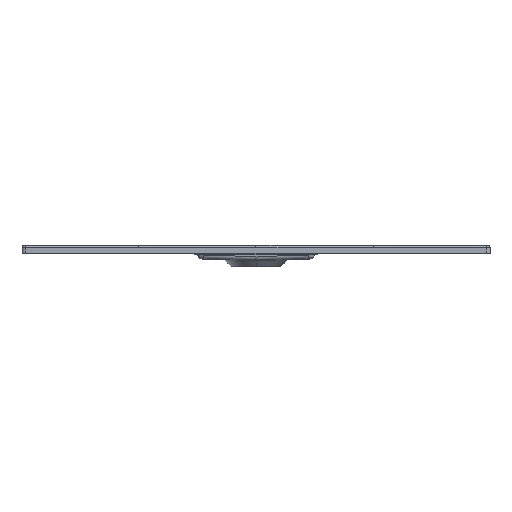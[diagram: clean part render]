
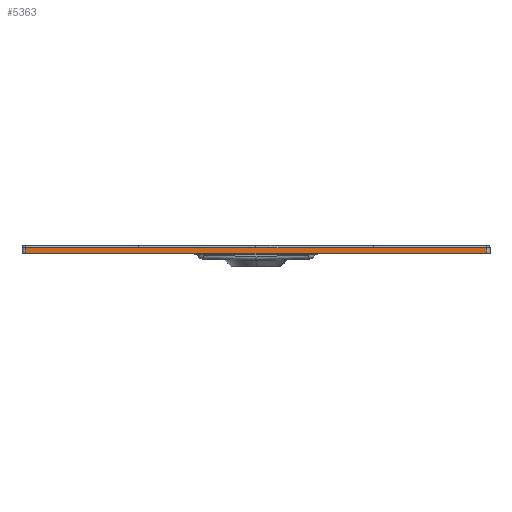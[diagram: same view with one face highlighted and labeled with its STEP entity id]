
A CAD part, top view. The second image highlights one B-rep face of the part: STEP entity #5363.
In plain terms, the highlighted planar face has unit normal (0, 0, 1).
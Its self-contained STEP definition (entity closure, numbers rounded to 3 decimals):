
#286=DIRECTION('',(1.,0.,0.));
#287=VECTOR('',#286,886.);
#288=CARTESIAN_POINT('',(-443.,-15.,700.));
#289=LINE('',#288,#287);
#290=DIRECTION('',(0.,-1.,0.));
#291=VECTOR('',#290,10.);
#292=CARTESIAN_POINT('',(-443.,-5.,700.));
#293=LINE('',#292,#291);
#294=CARTESIAN_POINT('',(-225.01,-5.051,700.));
#295=CARTESIAN_POINT('',(-233.185,-5.048,700.));
#296=CARTESIAN_POINT('',(-249.411,-5.042,700.));
#297=CARTESIAN_POINT('',(-272.823,-5.034,700.));
#298=CARTESIAN_POINT('',(-296.981,-5.026,700.));
#299=CARTESIAN_POINT('',(-320.826,-5.019,700.));
#300=CARTESIAN_POINT('',(-343.844,-5.013,700.));
#301=CARTESIAN_POINT('',(-365.855,-5.008,700.));
#302=CARTESIAN_POINT('',(-385.674,-5.005,700.));
#303=CARTESIAN_POINT('',(-403.82,-5.003,700.));
#304=CARTESIAN_POINT('',(-422.196,-5.001,700.));
#305=CARTESIAN_POINT('',(-435.896,-5.,700.));
#306=CARTESIAN_POINT('',(-443.,-5.,700.));
#308=CARTESIAN_POINT('',(-0.001,-5.121,
700.));
#309=CARTESIAN_POINT('',(-14.042,-5.121,700.));
#310=CARTESIAN_POINT('',(-41.078,-5.118,700.));
#311=CARTESIAN_POINT('',(-77.584,-5.109,700.));
#312=CARTESIAN_POINT('',(-112.797,-5.097,700.));
#313=CARTESIAN_POINT('',(-148.302,-5.083,700.));
#314=CARTESIAN_POINT('',(-185.266,-5.067,700.));
#315=CARTESIAN_POINT('',(-211.528,-5.057,700.));
#316=CARTESIAN_POINT('',(-225.01,-5.051,700.));
#318=CARTESIAN_POINT('',(-0.001,-5.121,
700.));
#319=CARTESIAN_POINT('',(12.057,-5.121,700.));
#320=CARTESIAN_POINT('',(35.347,-5.119,700.));
#321=CARTESIAN_POINT('',(67.247,-5.112,700.));
#322=CARTESIAN_POINT('',(97.755,-5.102,700.));
#323=CARTESIAN_POINT('',(127.949,-5.091,700.));
#324=CARTESIAN_POINT('',(158.774,-5.078,700.));
#325=CARTESIAN_POINT('',(190.854,-5.065,700.));
#326=CARTESIAN_POINT('',(213.445,-5.056,700.));
#327=CARTESIAN_POINT('',(225.01,-5.051,700.));
#329=CARTESIAN_POINT('',(225.01,-5.051,700.));
#330=CARTESIAN_POINT('',(233.185,-5.048,700.));
#331=CARTESIAN_POINT('',(249.411,-5.042,700.));
#332=CARTESIAN_POINT('',(272.823,-5.034,700.));
#333=CARTESIAN_POINT('',(296.981,-5.026,700.));
#334=CARTESIAN_POINT('',(320.826,-5.019,700.));
#335=CARTESIAN_POINT('',(343.844,-5.013,700.));
#336=CARTESIAN_POINT('',(365.855,-5.008,700.));
#337=CARTESIAN_POINT('',(385.674,-5.005,700.));
#338=CARTESIAN_POINT('',(403.82,-5.003,700.));
#339=CARTESIAN_POINT('',(422.196,-5.001,700.));
#340=CARTESIAN_POINT('',(435.896,-5.,700.));
#341=CARTESIAN_POINT('',(443.,-5.,700.));
#343=DIRECTION('',(0.,-1.,0.));
#344=VECTOR('',#343,10.);
#345=CARTESIAN_POINT('',(443.,-5.,700.));
#346=LINE('',#345,#344);
#4438=CARTESIAN_POINT('',(-443.,-5.,700.));
#4439=VERTEX_POINT('',#4438);
#4441=VERTEX_POINT('',#294);
#4496=CARTESIAN_POINT('',(443.,-5.,700.));
#4497=VERTEX_POINT('',#4496);
#4499=VERTEX_POINT('',#329);
#4552=CARTESIAN_POINT('',(-0.002,-5.121,
700.));
#4553=VERTEX_POINT('',#4552);
#4558=CARTESIAN_POINT('',(-443.,-15.,700.));
#4560=VERTEX_POINT('',#4558);
#4563=CARTESIAN_POINT('',(443.,-15.,700.));
#4564=VERTEX_POINT('',#4563);
#5345=CARTESIAN_POINT('',(450.,0.,700.));
#5346=DIRECTION('',(0.,0.,-1.));
#5347=DIRECTION('',(-1.,0.,0.));
#5348=AXIS2_PLACEMENT_3D('',#5345,#5346,#5347);
#5349=PLANE('',#5348);
#5350=ORIENTED_EDGE('',*,*,#4809,.F.);
#5351=ORIENTED_EDGE('',*,*,#4851,.F.);
#5353=ORIENTED_EDGE('',*,*,#5352,.F.);
#5355=ORIENTED_EDGE('',*,*,#5354,.F.);
#5357=ORIENTED_EDGE('',*,*,#5356,.T.);
#5359=ORIENTED_EDGE('',*,*,#5358,.T.);
#5360=ORIENTED_EDGE('',*,*,#5337,.T.);
#5361=EDGE_LOOP('',(#5350,#5351,#5353,#5355,#5357,#5359,#5360));
#5362=FACE_OUTER_BOUND('',#5361,.F.);
#5363=ADVANCED_FACE('',(#5362),#5349,.F.);
#307=B_SPLINE_CURVE_WITH_KNOTS('',3,(#294,#295,#296,#297,#298,#299,#300,#301,
#302,#303,#304,#305,#306),.UNSPECIFIED.,.F.,.F.,(4,1,1,1,1,1,1,1,1,1,4),(0.,
0.1,0.2,0.3,0.4,0.5,0.6,0.7,0.8,0.9,1.),.UNSPECIFIED.);
#317=B_SPLINE_CURVE_WITH_KNOTS('',3,(#308,#309,#310,#311,#312,#313,#314,#315,
#316),.UNSPECIFIED.,.F.,.F.,(4,1,1,1,1,1,4),(0.,0.167,
0.333,0.5,0.667,0.833,1.),
.UNSPECIFIED.);
#328=B_SPLINE_CURVE_WITH_KNOTS('',3,(#318,#319,#320,#321,#322,#323,#324,#325,
#326,#327),.UNSPECIFIED.,.F.,.F.,(4,1,1,1,1,1,1,4),(0.,0.143,
0.286,0.429,0.571,0.714,
0.857,1.),.UNSPECIFIED.);
#342=B_SPLINE_CURVE_WITH_KNOTS('',3,(#329,#330,#331,#332,#333,#334,#335,#336,
#337,#338,#339,#340,#341),.UNSPECIFIED.,.F.,.F.,(4,1,1,1,1,1,1,1,1,1,4),(0.,
0.1,0.2,0.3,0.4,0.5,0.6,0.7,0.8,0.9,1.),.UNSPECIFIED.);
#4809=EDGE_CURVE('',#4560,#4564,#289,.T.);
#4851=EDGE_CURVE('',#4439,#4560,#293,.T.);
#5337=EDGE_CURVE('',#4497,#4564,#346,.T.);
#5352=EDGE_CURVE('',#4441,#4439,#307,.T.);
#5354=EDGE_CURVE('',#4553,#4441,#317,.T.);
#5356=EDGE_CURVE('',#4553,#4499,#328,.T.);
#5358=EDGE_CURVE('',#4499,#4497,#342,.T.);
